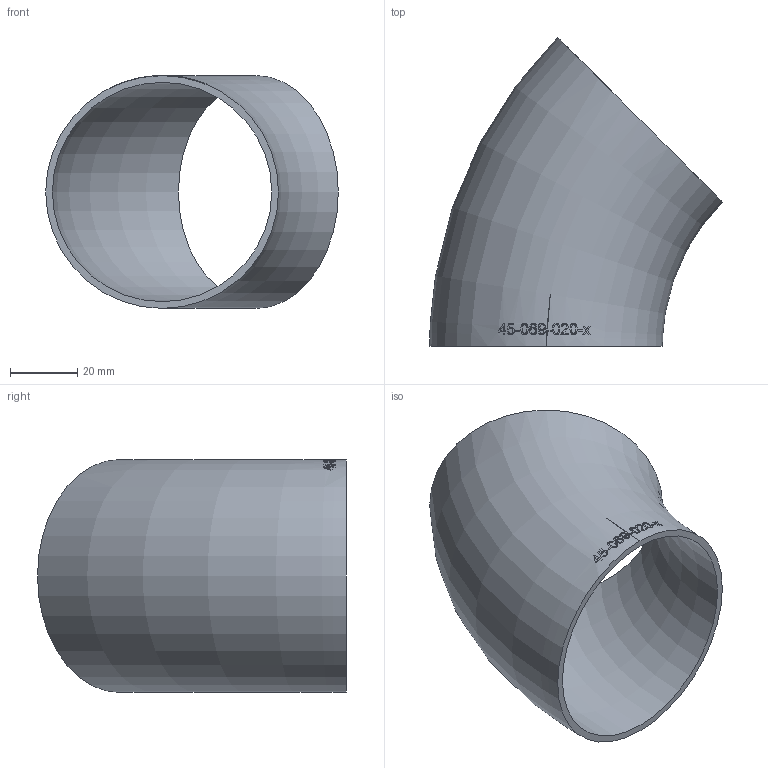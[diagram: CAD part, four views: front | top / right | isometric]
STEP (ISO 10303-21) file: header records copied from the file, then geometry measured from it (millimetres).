
FILE_DESCRIPTION (( 'STEP AP214' ), '1' );
FILE_NAME ('45-069-020-x Bogen 2004.STEP', '2020-04-16T12:06:23', ( '' ), ( '' ), 'SwSTEP 2.0', 'SolidWorks 2019', '' );
FILE_SCHEMA (( 'AUTOMOTIVE_DESIGN' ));
Length unit declared in the file: millimetre
Products named in the file (1): 45-069-020-x Bogen 2004
Bounding box: 86.72 x 91.57 x 69 mm (x, y, z)
Volume: 31408.9 mm3; surface area: 32257.4 mm2
Topology: 1 solids, 1 shells, 152 faces, 397 edges, 265 vertices
Faces by surface type: bspline 130, torus 20, plane 2
Entity records: 20900 total; most frequent: CARTESIAN_POINT 16727, ORIENTED_EDGE 788, EDGE_CURVE 394, B_SPLINE_CURVE_WITH_KNOTS 390, VERTEX_POINT 264, EDGE_LOOP 174, FACE_OUTER_BOUND 154, ADVANCED_FACE 152
